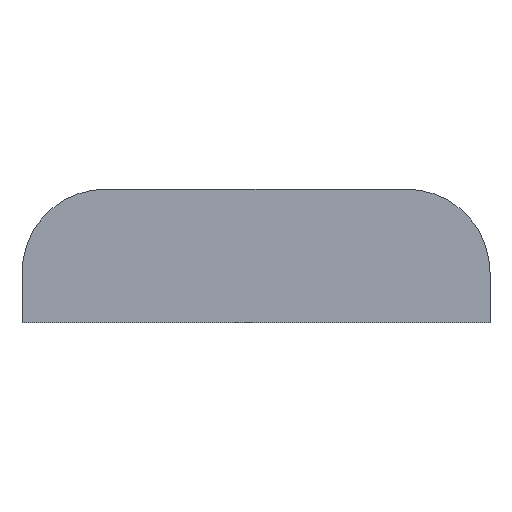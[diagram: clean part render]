
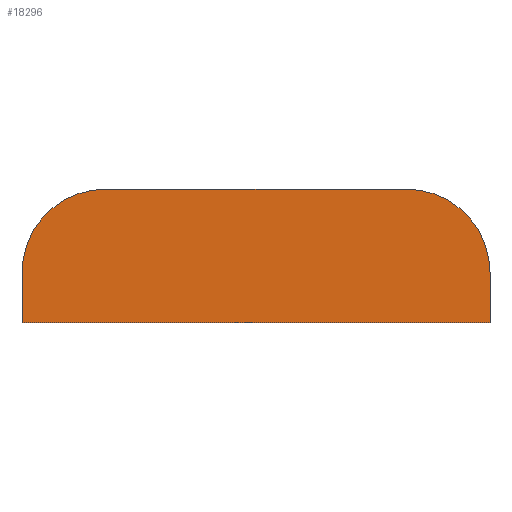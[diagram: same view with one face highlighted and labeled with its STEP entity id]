
A CAD part, top view. The second image highlights one B-rep face of the part: STEP entity #18296.
In plain terms, the highlighted planar face has unit normal (0, 0, 1).
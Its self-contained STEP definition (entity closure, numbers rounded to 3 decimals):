
#17824 = VERTEX_POINT('',#17825);
#17825 = CARTESIAN_POINT('',(180.7,-63.15,1.6));
#17832 = CYLINDRICAL_SURFACE('',#17833,10.);
#17833 = AXIS2_PLACEMENT_3D('',#17834,#17835,#17836);
#17834 = CARTESIAN_POINT('',(180.7,-73.15,0.));
#17835 = DIRECTION('',(-0.,-0.,-1.));
#17836 = DIRECTION('',(1.,0.,-0.));
#17844 = PLANE('',#17845);
#17845 = AXIS2_PLACEMENT_3D('',#17846,#17847,#17848);
#17846 = CARTESIAN_POINT('',(180.7,-63.15,0.));
#17847 = DIRECTION('',(0.,1.,0.));
#17848 = DIRECTION('',(1.,0.,0.));
#17856 = EDGE_CURVE('',#17824,#17857,#17859,.T.);
#17857 = VERTEX_POINT('',#17858);
#17858 = CARTESIAN_POINT('',(170.7,-73.15,1.6));
#17859 = SURFACE_CURVE('',#17860,(#17865,#17872),.PCURVE_S1.);
#17860 = CIRCLE('',#17861,10.);
#17861 = AXIS2_PLACEMENT_3D('',#17862,#17863,#17864);
#17862 = CARTESIAN_POINT('',(180.7,-73.15,1.6));
#17863 = DIRECTION('',(0.,0.,1.));
#17864 = DIRECTION('',(1.,0.,-0.));
#17865 = PCURVE('',#17832,#17866);
#17866 = DEFINITIONAL_REPRESENTATION('',(#17867),#17871);
#17867 = LINE('',#17868,#17869);
#17868 = CARTESIAN_POINT('',(-0.,-1.6));
#17869 = VECTOR('',#17870,1.);
#17870 = DIRECTION('',(-1.,0.));
#17871 = ( GEOMETRIC_REPRESENTATION_CONTEXT(2) 
PARAMETRIC_REPRESENTATION_CONTEXT() REPRESENTATION_CONTEXT('2D SPACE',''
  ) );
#17872 = PCURVE('',#17873,#17878);
#17873 = PLANE('',#17874);
#17874 = AXIS2_PLACEMENT_3D('',#17875,#17876,#17877);
#17875 = CARTESIAN_POINT('',(198.7,-71.808,1.6));
#17876 = DIRECTION('',(0.,0.,1.));
#17877 = DIRECTION('',(1.,0.,-0.));
#17878 = DEFINITIONAL_REPRESENTATION('',(#17879),#17883);
#17879 = CIRCLE('',#17880,10.);
#17880 = AXIS2_PLACEMENT_2D('',#17881,#17882);
#17881 = CARTESIAN_POINT('',(-18.,-1.342));
#17882 = DIRECTION('',(1.,0.));
#17883 = ( GEOMETRIC_REPRESENTATION_CONTEXT(2) 
PARAMETRIC_REPRESENTATION_CONTEXT() REPRESENTATION_CONTEXT('2D SPACE',''
  ) );
#17901 = PLANE('',#17902);
#17902 = AXIS2_PLACEMENT_3D('',#17903,#17904,#17905);
#17903 = CARTESIAN_POINT('',(170.7,-79.15,0.));
#17904 = DIRECTION('',(-1.,0.,0.));
#17905 = DIRECTION('',(0.,1.,0.));
#17944 = EDGE_CURVE('',#17824,#17945,#17947,.T.);
#17945 = VERTEX_POINT('',#17946);
#17946 = CARTESIAN_POINT('',(216.7,-63.15,1.6));
#17947 = SURFACE_CURVE('',#17948,(#17952,#17959),.PCURVE_S1.);
#17948 = LINE('',#17949,#17950);
#17949 = CARTESIAN_POINT('',(180.7,-63.15,1.6));
#17950 = VECTOR('',#17951,1.);
#17951 = DIRECTION('',(1.,0.,0.));
#17952 = PCURVE('',#17844,#17953);
#17953 = DEFINITIONAL_REPRESENTATION('',(#17954),#17958);
#17954 = LINE('',#17955,#17956);
#17955 = CARTESIAN_POINT('',(0.,-1.6));
#17956 = VECTOR('',#17957,1.);
#17957 = DIRECTION('',(1.,0.));
#17958 = ( GEOMETRIC_REPRESENTATION_CONTEXT(2) 
PARAMETRIC_REPRESENTATION_CONTEXT() REPRESENTATION_CONTEXT('2D SPACE',''
  ) );
#17959 = PCURVE('',#17873,#17960);
#17960 = DEFINITIONAL_REPRESENTATION('',(#17961),#17965);
#17961 = LINE('',#17962,#17963);
#17962 = CARTESIAN_POINT('',(-18.,8.658));
#17963 = VECTOR('',#17964,1.);
#17964 = DIRECTION('',(1.,0.));
#17965 = ( GEOMETRIC_REPRESENTATION_CONTEXT(2) 
PARAMETRIC_REPRESENTATION_CONTEXT() REPRESENTATION_CONTEXT('2D SPACE',''
  ) );
#17983 = CYLINDRICAL_SURFACE('',#17984,10.);
#17984 = AXIS2_PLACEMENT_3D('',#17985,#17986,#17987);
#17985 = CARTESIAN_POINT('',(216.7,-73.15,0.));
#17986 = DIRECTION('',(-0.,-0.,-1.));
#17987 = DIRECTION('',(1.,0.,-0.));
#18022 = VERTEX_POINT('',#18023);
#18023 = CARTESIAN_POINT('',(226.7,-73.15,1.6));
#18037 = PLANE('',#18038);
#18038 = AXIS2_PLACEMENT_3D('',#18039,#18040,#18041);
#18039 = CARTESIAN_POINT('',(226.7,-73.15,0.));
#18040 = DIRECTION('',(1.,0.,-0.));
#18041 = DIRECTION('',(0.,-1.,0.));
#18049 = EDGE_CURVE('',#18022,#17945,#18050,.T.);
#18050 = SURFACE_CURVE('',#18051,(#18056,#18063),.PCURVE_S1.);
#18051 = CIRCLE('',#18052,10.);
#18052 = AXIS2_PLACEMENT_3D('',#18053,#18054,#18055);
#18053 = CARTESIAN_POINT('',(216.7,-73.15,1.6));
#18054 = DIRECTION('',(0.,0.,1.));
#18055 = DIRECTION('',(1.,0.,-0.));
#18056 = PCURVE('',#17983,#18057);
#18057 = DEFINITIONAL_REPRESENTATION('',(#18058),#18062);
#18058 = LINE('',#18059,#18060);
#18059 = CARTESIAN_POINT('',(-0.,-1.6));
#18060 = VECTOR('',#18061,1.);
#18061 = DIRECTION('',(-1.,0.));
#18062 = ( GEOMETRIC_REPRESENTATION_CONTEXT(2) 
PARAMETRIC_REPRESENTATION_CONTEXT() REPRESENTATION_CONTEXT('2D SPACE',''
  ) );
#18063 = PCURVE('',#17873,#18064);
#18064 = DEFINITIONAL_REPRESENTATION('',(#18065),#18069);
#18065 = CIRCLE('',#18066,10.);
#18066 = AXIS2_PLACEMENT_2D('',#18067,#18068);
#18067 = CARTESIAN_POINT('',(18.,-1.342));
#18068 = DIRECTION('',(1.,0.));
#18069 = ( GEOMETRIC_REPRESENTATION_CONTEXT(2) 
PARAMETRIC_REPRESENTATION_CONTEXT() REPRESENTATION_CONTEXT('2D SPACE',''
  ) );
#18098 = EDGE_CURVE('',#18022,#18099,#18101,.T.);
#18099 = VERTEX_POINT('',#18100);
#18100 = CARTESIAN_POINT('',(226.7,-79.15,1.6));
#18101 = SURFACE_CURVE('',#18102,(#18106,#18113),.PCURVE_S1.);
#18102 = LINE('',#18103,#18104);
#18103 = CARTESIAN_POINT('',(226.7,-73.15,1.6));
#18104 = VECTOR('',#18105,1.);
#18105 = DIRECTION('',(0.,-1.,0.));
#18106 = PCURVE('',#18037,#18107);
#18107 = DEFINITIONAL_REPRESENTATION('',(#18108),#18112);
#18108 = LINE('',#18109,#18110);
#18109 = CARTESIAN_POINT('',(0.,-1.6));
#18110 = VECTOR('',#18111,1.);
#18111 = DIRECTION('',(1.,0.));
#18112 = ( GEOMETRIC_REPRESENTATION_CONTEXT(2) 
PARAMETRIC_REPRESENTATION_CONTEXT() REPRESENTATION_CONTEXT('2D SPACE',''
  ) );
#18113 = PCURVE('',#17873,#18114);
#18114 = DEFINITIONAL_REPRESENTATION('',(#18115),#18119);
#18115 = LINE('',#18116,#18117);
#18116 = CARTESIAN_POINT('',(28.,-1.342));
#18117 = VECTOR('',#18118,1.);
#18118 = DIRECTION('',(0.,-1.));
#18119 = ( GEOMETRIC_REPRESENTATION_CONTEXT(2) 
PARAMETRIC_REPRESENTATION_CONTEXT() REPRESENTATION_CONTEXT('2D SPACE',''
  ) );
#18137 = PLANE('',#18138);
#18138 = AXIS2_PLACEMENT_3D('',#18139,#18140,#18141);
#18139 = CARTESIAN_POINT('',(226.7,-79.15,0.));
#18140 = DIRECTION('',(0.,-1.,0.));
#18141 = DIRECTION('',(-1.,0.,0.));
#18174 = EDGE_CURVE('',#18099,#18175,#18177,.T.);
#18175 = VERTEX_POINT('',#18176);
#18176 = CARTESIAN_POINT('',(170.7,-79.15,1.6));
#18177 = SURFACE_CURVE('',#18178,(#18182,#18189),.PCURVE_S1.);
#18178 = LINE('',#18179,#18180);
#18179 = CARTESIAN_POINT('',(226.7,-79.15,1.6));
#18180 = VECTOR('',#18181,1.);
#18181 = DIRECTION('',(-1.,0.,0.));
#18182 = PCURVE('',#18137,#18183);
#18183 = DEFINITIONAL_REPRESENTATION('',(#18184),#18188);
#18184 = LINE('',#18185,#18186);
#18185 = CARTESIAN_POINT('',(0.,-1.6));
#18186 = VECTOR('',#18187,1.);
#18187 = DIRECTION('',(1.,0.));
#18188 = ( GEOMETRIC_REPRESENTATION_CONTEXT(2) 
PARAMETRIC_REPRESENTATION_CONTEXT() REPRESENTATION_CONTEXT('2D SPACE',''
  ) );
#18189 = PCURVE('',#17873,#18190);
#18190 = DEFINITIONAL_REPRESENTATION('',(#18191),#18195);
#18191 = LINE('',#18192,#18193);
#18192 = CARTESIAN_POINT('',(28.,-7.342));
#18193 = VECTOR('',#18194,1.);
#18194 = DIRECTION('',(-1.,0.));
#18195 = ( GEOMETRIC_REPRESENTATION_CONTEXT(2) 
PARAMETRIC_REPRESENTATION_CONTEXT() REPRESENTATION_CONTEXT('2D SPACE',''
  ) );
#18245 = EDGE_CURVE('',#18175,#17857,#18246,.T.);
#18246 = SURFACE_CURVE('',#18247,(#18251,#18258),.PCURVE_S1.);
#18247 = LINE('',#18248,#18249);
#18248 = CARTESIAN_POINT('',(170.7,-79.15,1.6));
#18249 = VECTOR('',#18250,1.);
#18250 = DIRECTION('',(0.,1.,0.));
#18251 = PCURVE('',#17901,#18252);
#18252 = DEFINITIONAL_REPRESENTATION('',(#18253),#18257);
#18253 = LINE('',#18254,#18255);
#18254 = CARTESIAN_POINT('',(0.,-1.6));
#18255 = VECTOR('',#18256,1.);
#18256 = DIRECTION('',(1.,0.));
#18257 = ( GEOMETRIC_REPRESENTATION_CONTEXT(2) 
PARAMETRIC_REPRESENTATION_CONTEXT() REPRESENTATION_CONTEXT('2D SPACE',''
  ) );
#18258 = PCURVE('',#17873,#18259);
#18259 = DEFINITIONAL_REPRESENTATION('',(#18260),#18264);
#18260 = LINE('',#18261,#18262);
#18261 = CARTESIAN_POINT('',(-28.,-7.342));
#18262 = VECTOR('',#18263,1.);
#18263 = DIRECTION('',(0.,1.));
#18264 = ( GEOMETRIC_REPRESENTATION_CONTEXT(2) 
PARAMETRIC_REPRESENTATION_CONTEXT() REPRESENTATION_CONTEXT('2D SPACE',''
  ) );
#18296 = ADVANCED_FACE('',(#18297),#17873,.T.);
#18297 = FACE_BOUND('',#18298,.T.);
#18298 = EDGE_LOOP('',(#18299,#18300,#18301,#18302,#18303,#18304));
#18299 = ORIENTED_EDGE('',*,*,#17856,.T.);
#18300 = ORIENTED_EDGE('',*,*,#18245,.F.);
#18301 = ORIENTED_EDGE('',*,*,#18174,.F.);
#18302 = ORIENTED_EDGE('',*,*,#18098,.F.);
#18303 = ORIENTED_EDGE('',*,*,#18049,.T.);
#18304 = ORIENTED_EDGE('',*,*,#17944,.F.);
